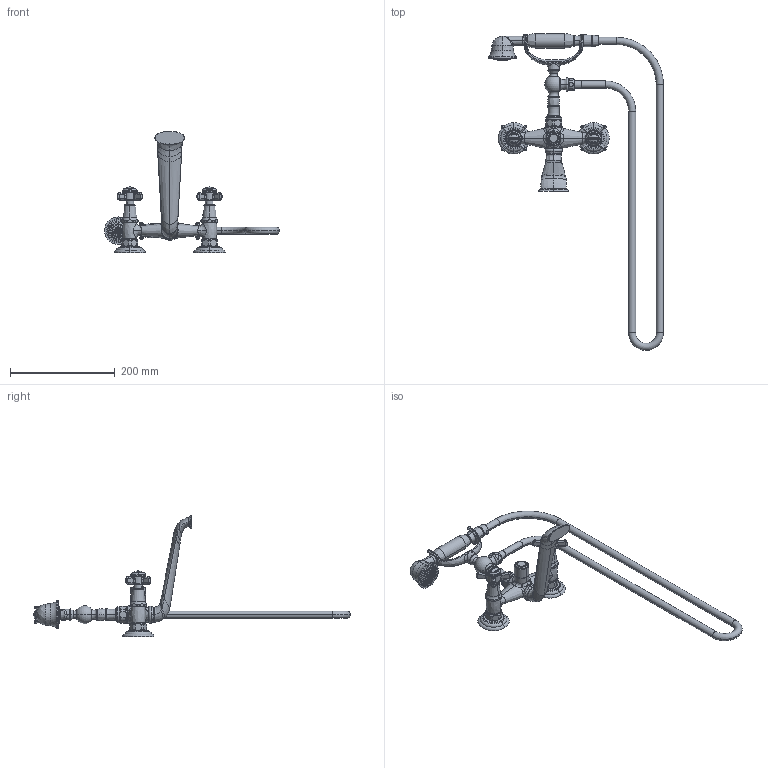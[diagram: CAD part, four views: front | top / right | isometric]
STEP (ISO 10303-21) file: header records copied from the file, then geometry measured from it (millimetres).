
FILE_DESCRIPTION((''),'2;1');
FILE_NAME('1014','2021-01-14T15:01:09',('jinson.thomas'),(''),'CREO PARAMETRIC BY PTC INC, 2018400','CREO PARAMETRIC BY PTC INC, 2018400','');
FILE_SCHEMA(('CONFIG_CONTROL_DESIGN'));
Length unit declared in the file: inch
Products named in the file (1): 1014
Bounding box: 334.8 x 606.04 x 232.16 mm (x, y, z)
Volume: 815481.2 mm3; surface area: 172778.3 mm2
Topology: 1 solids, 2 shells, 1021 faces, 2869 edges, 1979 vertices
Faces by surface type: cylinder 277, bspline 225, plane 167, torus 166, cone 98, sphere 84, extrusion 4
Entity records: 54065 total; most frequent: CARTESIAN_POINT 30243, ORIENTED_EDGE 5718, DIRECTION 3952, EDGE_CURVE 2859, VERTEX_POINT 1979, AXIS2_PLACEMENT_3D 1744, B_SPLINE_CURVE_WITH_KNOTS 1451, EDGE_LOOP 1162
